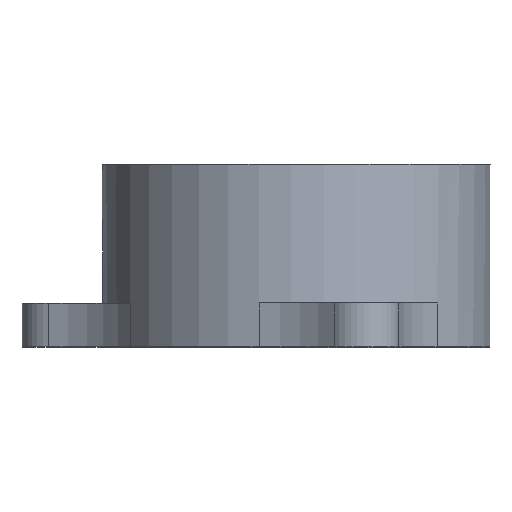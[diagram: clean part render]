
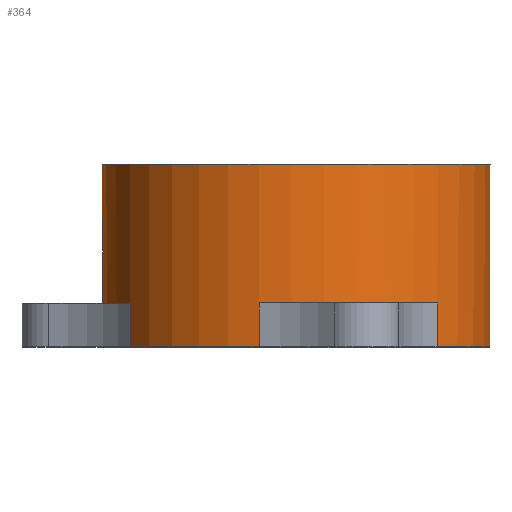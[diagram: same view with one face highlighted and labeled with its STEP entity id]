
A CAD part, top view. The second image highlights one B-rep face of the part: STEP entity #364.
In plain terms, the highlighted cylindrical face has radius 16.891 mm (diameter 33.782 mm), a full revolution.
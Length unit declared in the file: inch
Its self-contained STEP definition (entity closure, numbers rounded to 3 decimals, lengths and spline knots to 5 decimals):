
#22=FACE_BOUND('',#58,.T.);
#36=FACE_OUTER_BOUND('',#57,.T.);
#57=EDGE_LOOP('',(#251));
#58=EDGE_LOOP('',(#252,#253,#254,#255,#256,#257,#258,#259,#260,#261,#262,
#263));
#91=LINE('',#595,#109);
#92=LINE('',#604,#110);
#93=LINE('',#608,#111);
#94=LINE('',#612,#112);
#95=LINE('',#616,#113);
#96=LINE('',#619,#114);
#109=VECTOR('',#467,0.5);
#110=VECTOR('',#476,0.5);
#111=VECTOR('',#479,0.5);
#112=VECTOR('',#482,0.3937);
#113=VECTOR('',#485,0.3937);
#114=VECTOR('',#488,0.5);
#128=CIRCLE('',#408,0.665);
#129=CIRCLE('',#409,0.665);
#130=CIRCLE('',#410,0.665);
#131=CIRCLE('',#411,0.665);
#132=CIRCLE('',#412,0.665);
#133=CIRCLE('',#413,0.665);
#134=CIRCLE('',#414,0.665);
#159=VERTEX_POINT('',#588);
#162=VERTEX_POINT('',#593);
#163=VERTEX_POINT('',#597);
#164=VERTEX_POINT('',#599);
#165=VERTEX_POINT('',#601);
#166=VERTEX_POINT('',#603);
#167=VERTEX_POINT('',#605);
#168=VERTEX_POINT('',#607);
#169=VERTEX_POINT('',#609);
#170=VERTEX_POINT('',#611);
#171=VERTEX_POINT('',#613);
#172=VERTEX_POINT('',#615);
#173=VERTEX_POINT('',#617);
#199=EDGE_CURVE('',#162,#159,#91,.T.);
#200=EDGE_CURVE('',#163,#163,#128,.T.);
#201=EDGE_CURVE('',#164,#159,#129,.T.);
#202=EDGE_CURVE('',#162,#165,#130,.T.);
#203=EDGE_CURVE('',#166,#165,#92,.T.);
#204=EDGE_CURVE('',#166,#167,#131,.T.);
#205=EDGE_CURVE('',#168,#167,#93,.T.);
#206=EDGE_CURVE('',#168,#169,#132,.T.);
#207=EDGE_CURVE('',#170,#169,#94,.T.);
#208=EDGE_CURVE('',#170,#171,#133,.T.);
#209=EDGE_CURVE('',#172,#171,#95,.T.);
#210=EDGE_CURVE('',#172,#173,#134,.T.);
#211=EDGE_CURVE('',#164,#173,#96,.T.);
#251=ORIENTED_EDGE('',*,*,#200,.F.);
#252=ORIENTED_EDGE('',*,*,#201,.T.);
#253=ORIENTED_EDGE('',*,*,#199,.F.);
#254=ORIENTED_EDGE('',*,*,#202,.T.);
#255=ORIENTED_EDGE('',*,*,#203,.F.);
#256=ORIENTED_EDGE('',*,*,#204,.T.);
#257=ORIENTED_EDGE('',*,*,#205,.F.);
#258=ORIENTED_EDGE('',*,*,#206,.T.);
#259=ORIENTED_EDGE('',*,*,#207,.F.);
#260=ORIENTED_EDGE('',*,*,#208,.T.);
#261=ORIENTED_EDGE('',*,*,#209,.F.);
#262=ORIENTED_EDGE('',*,*,#210,.T.);
#263=ORIENTED_EDGE('',*,*,#211,.F.);
#350=CYLINDRICAL_SURFACE('',#407,0.665);
#364=ADVANCED_FACE('',(#36,#22),#350,.T.);
#407=AXIS2_PLACEMENT_3D('',#596,#468,#469);
#408=AXIS2_PLACEMENT_3D('',#598,#470,#471);
#409=AXIS2_PLACEMENT_3D('',#600,#472,#473);
#410=AXIS2_PLACEMENT_3D('',#602,#474,#475);
#411=AXIS2_PLACEMENT_3D('',#606,#477,#478);
#412=AXIS2_PLACEMENT_3D('',#610,#480,#481);
#413=AXIS2_PLACEMENT_3D('',#614,#483,#484);
#414=AXIS2_PLACEMENT_3D('',#618,#486,#487);
#467=DIRECTION('',(0.,1.,0.));
#468=DIRECTION('center_axis',(0.,1.,0.));
#469=DIRECTION('ref_axis',(-1.,0.,0.));
#470=DIRECTION('center_axis',(0.,1.,0.));
#471=DIRECTION('ref_axis',(-1.,0.,0.));
#472=DIRECTION('center_axis',(0.,1.,0.));
#473=DIRECTION('ref_axis',(-1.,0.,0.));
#474=DIRECTION('center_axis',(0.,1.,0.));
#475=DIRECTION('ref_axis',(-1.,0.,0.));
#476=DIRECTION('',(0.,-1.,0.));
#477=DIRECTION('center_axis',(0.,1.,0.));
#478=DIRECTION('ref_axis',(-1.,0.,0.));
#479=DIRECTION('',(0.,1.,0.));
#480=DIRECTION('center_axis',(0.,1.,0.));
#481=DIRECTION('ref_axis',(-1.,0.,0.));
#482=DIRECTION('',(0.,-1.,0.));
#483=DIRECTION('center_axis',(0.,1.,0.));
#484=DIRECTION('ref_axis',(-1.,0.,0.));
#485=DIRECTION('',(0.,1.,0.));
#486=DIRECTION('center_axis',(0.,1.,0.));
#487=DIRECTION('ref_axis',(-1.,0.,0.));
#488=DIRECTION('',(0.,-1.,0.));
#588=CARTESIAN_POINT('',(0.42826,0.15,0.85533));
#593=CARTESIAN_POINT('',(0.42826,0.,0.85533));
#595=CARTESIAN_POINT('',(0.42826,0.,0.85533));
#596=CARTESIAN_POINT('Origin',(0.99778,0.,0.512));
#597=CARTESIAN_POINT('',(1.09113,0.625,1.17041));
#598=CARTESIAN_POINT('Origin',(0.99778,0.625,0.512));
#599=CARTESIAN_POINT('',(0.42826,0.15,0.16867));
#600=CARTESIAN_POINT('Origin',(0.99778,0.15,0.512));
#601=CARTESIAN_POINT('',(0.87003,0.,1.16462));
#602=CARTESIAN_POINT('Origin',(0.99778,0.,0.512));
#603=CARTESIAN_POINT('',(0.87003,0.15,1.16462));
#604=CARTESIAN_POINT('',(0.87003,0.,1.16462));
#605=CARTESIAN_POINT('',(1.48009,0.15,0.96982));
#606=CARTESIAN_POINT('Origin',(0.99778,0.15,0.512));
#607=CARTESIAN_POINT('',(1.48009,0.,0.96982));
#608=CARTESIAN_POINT('',(1.48009,0.,0.96982));
#609=CARTESIAN_POINT('',(1.48489,0.,0.05928));
#610=CARTESIAN_POINT('Origin',(0.99778,0.,0.512));
#611=CARTESIAN_POINT('',(1.48489,0.15,0.05928));
#612=CARTESIAN_POINT('',(1.48489,0.,0.05928));
#613=CARTESIAN_POINT('',(0.76566,0.15,-0.11117));
#614=CARTESIAN_POINT('Origin',(0.99778,0.15,0.512));
#615=CARTESIAN_POINT('',(0.76566,0.,-0.11117));
#616=CARTESIAN_POINT('',(0.76566,0.,-0.11117));
#617=CARTESIAN_POINT('',(0.42826,0.,0.16867));
#618=CARTESIAN_POINT('Origin',(0.99778,0.,0.512));
#619=CARTESIAN_POINT('',(0.42826,0.,0.16867));
